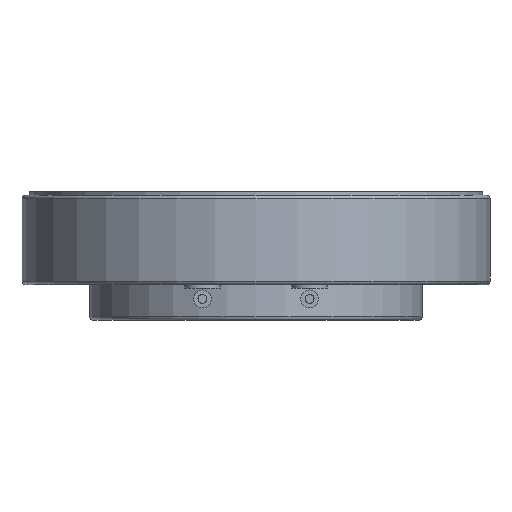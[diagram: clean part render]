
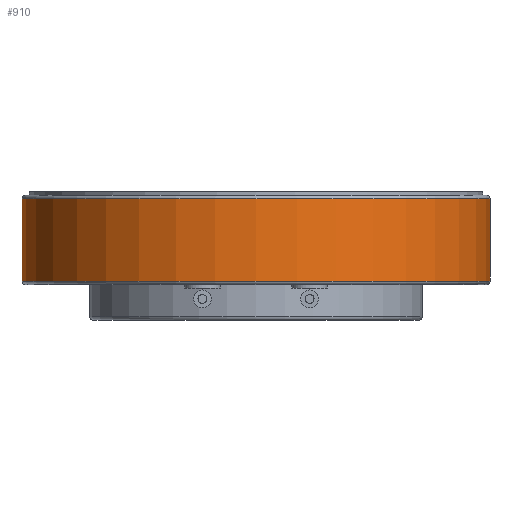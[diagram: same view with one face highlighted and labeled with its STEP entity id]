
A CAD part, front view. The second image highlights one B-rep face of the part: STEP entity #910.
In plain terms, the highlighted cylindrical face has radius 6.55 mm (diameter 13.1 mm), a full revolution.
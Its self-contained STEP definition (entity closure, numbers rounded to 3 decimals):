
#89=LINE('',#1494,#148);
#148=VECTOR('',#1184,6.55);
#207=CYLINDRICAL_SURFACE('',#1017,6.55);
#241=FACE_OUTER_BOUND('',#315,.T.);
#315=EDGE_LOOP('',(#684,#685,#686,#687,#688,#689));
#398=CIRCLE('',#1015,6.55);
#399=CIRCLE('',#1016,6.55);
#400=CIRCLE('',#1018,6.55);
#401=CIRCLE('',#1019,6.55);
#458=VERTEX_POINT('',#1487);
#459=VERTEX_POINT('',#1489);
#460=VERTEX_POINT('',#1493);
#461=VERTEX_POINT('',#1495);
#545=EDGE_CURVE('',#458,#459,#398,.T.);
#546=EDGE_CURVE('',#459,#458,#399,.T.);
#547=EDGE_CURVE('',#459,#460,#89,.T.);
#548=EDGE_CURVE('',#461,#460,#400,.T.);
#549=EDGE_CURVE('',#460,#461,#401,.T.);
#684=ORIENTED_EDGE('',*,*,#546,.F.);
#685=ORIENTED_EDGE('',*,*,#547,.T.);
#686=ORIENTED_EDGE('',*,*,#548,.F.);
#687=ORIENTED_EDGE('',*,*,#549,.F.);
#688=ORIENTED_EDGE('',*,*,#547,.F.);
#689=ORIENTED_EDGE('',*,*,#545,.F.);
#910=ADVANCED_FACE('',(#241),#207,.T.);
#1015=AXIS2_PLACEMENT_3D('',#1490,#1178,#1179);
#1016=AXIS2_PLACEMENT_3D('',#1491,#1180,#1181);
#1017=AXIS2_PLACEMENT_3D('',#1492,#1182,#1183);
#1018=AXIS2_PLACEMENT_3D('',#1496,#1185,#1186);
#1019=AXIS2_PLACEMENT_3D('',#1497,#1187,#1188);
#1178=DIRECTION('center_axis',(0.,0.,1.));
#1179=DIRECTION('ref_axis',(-1.,0.,0.));
#1180=DIRECTION('center_axis',(0.,0.,1.));
#1181=DIRECTION('ref_axis',(-1.,0.,0.));
#1182=DIRECTION('center_axis',(0.,0.,1.));
#1183=DIRECTION('ref_axis',(-1.,0.,0.));
#1184=DIRECTION('',(0.,0.,-1.));
#1185=DIRECTION('center_axis',(0.,0.,-1.));
#1186=DIRECTION('ref_axis',(-1.,0.,0.));
#1187=DIRECTION('center_axis',(0.,0.,-1.));
#1188=DIRECTION('ref_axis',(-1.,0.,0.));
#1487=CARTESIAN_POINT('',(-6.55,0.,3.4));
#1489=CARTESIAN_POINT('',(6.55,0.,3.4));
#1490=CARTESIAN_POINT('Origin',(0.,0.,3.4));
#1491=CARTESIAN_POINT('Origin',(0.,0.,3.4));
#1492=CARTESIAN_POINT('Origin',(0.,0.,1.));
#1493=CARTESIAN_POINT('',(6.55,0.,1.1));
#1494=CARTESIAN_POINT('',(6.55,0.,1.));
#1495=CARTESIAN_POINT('',(-6.55,0.,1.1));
#1496=CARTESIAN_POINT('Origin',(0.,0.,1.1));
#1497=CARTESIAN_POINT('Origin',(0.,0.,1.1));
